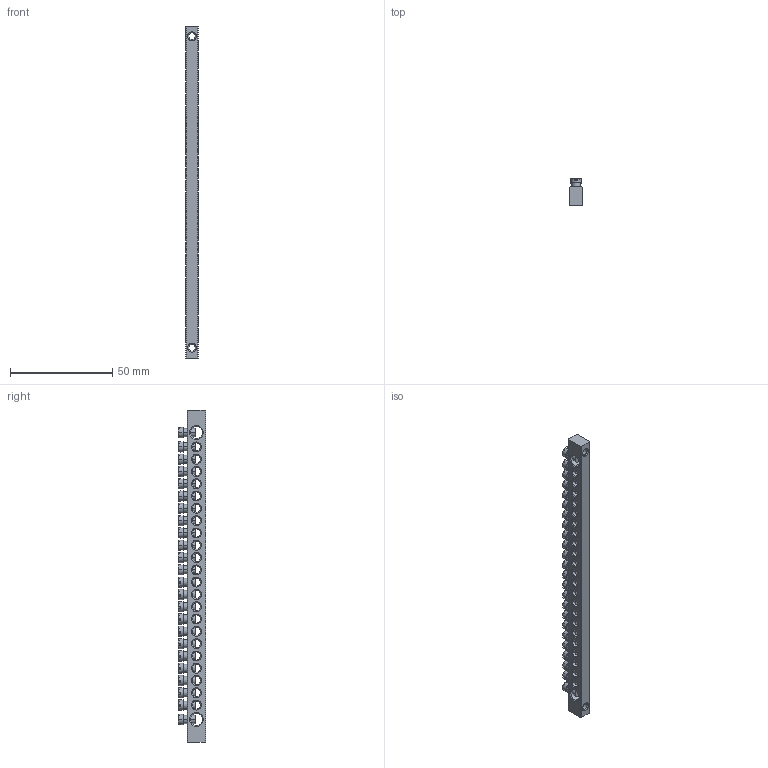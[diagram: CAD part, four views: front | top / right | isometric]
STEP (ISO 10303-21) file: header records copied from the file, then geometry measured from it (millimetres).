
FILE_DESCRIPTION (( 'STEP AP214' ), '1' );
FILE_NAME ('YNN11-24-100 Øèíà PEN çåìëÿ-íîëü 6õ9ìì 24_2 (24ãðóïïû_êðåï ïî êðàÿì) ÈÝÊ.STEP', '2016-08-24T13:28:27', ( 'user' ), ( '' ), 'SwSTEP 2.0', 'SolidWorks 2014', '' );
FILE_SCHEMA (( 'AUTOMOTIVE_DESIGN' ));
Length unit declared in the file: millimetre
Products named in the file (3): YNN11-24-100 Øèíà PEN çåìëÿ-íîëü 6õ9ìì 24_2 (24ãðóïïû_êðåï ïî êðàÿì) ÈÝÊ; Øèíà ÂõÍ n-2_6å9 24-2; Âèíò_Œ4
Assembly tree (25 placements, depth 2):
  YNN11-24-100 Øèíà PEN çåìëÿ-íîëü 6õ9ìì 24_2 (24ãðóïïû_êðåï ïî êðàÿì) ÈÝÊ
    Øèíà ÂõÍ n-2_6å9 24-2
    Âèíò_Œ4  x24
Bounding box: 6 x 13.3 x 162 mm (x, y, z)
Volume: 8571.9 mm3; surface area: 10307.4 mm2
Topology: 25 solids, 25 shells, 1218 faces, 3284 edges, 2116 vertices
Faces by surface type: plane 754, cone 268, cylinder 196
Entity records: 11043 total; most frequent: CARTESIAN_POINT 2859, DIRECTION 1655, ORIENTED_EDGE 1458, EDGE_CURVE 729, AXIS2_PLACEMENT_3D 663, VERTEX_POINT 437, EDGE_LOOP 400, CIRCLE 337
